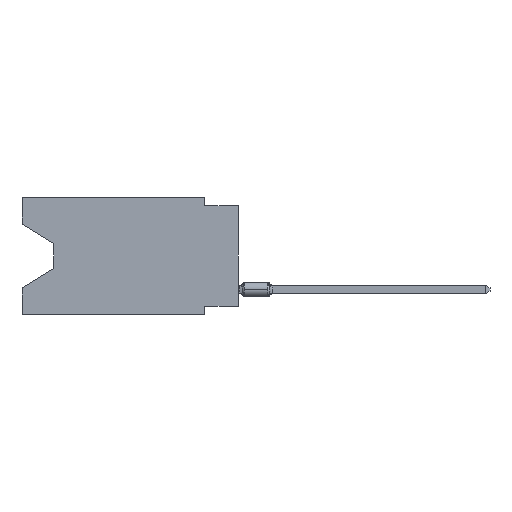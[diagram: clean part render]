
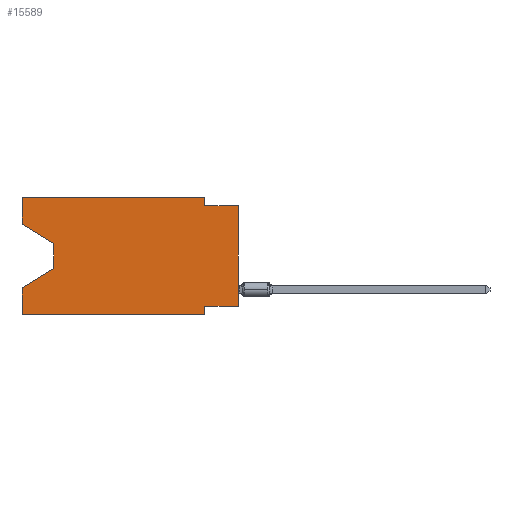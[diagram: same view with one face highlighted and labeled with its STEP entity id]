
A CAD part, left-side view. The second image highlights one B-rep face of the part: STEP entity #15589.
In plain terms, the highlighted planar face has unit normal (-1, 0, 0).
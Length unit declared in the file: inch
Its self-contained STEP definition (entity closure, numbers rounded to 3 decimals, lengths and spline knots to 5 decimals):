
#81 = VERTEX_POINT ( 'NONE', #2834 ) ;
#138 = DIRECTION ( 'NONE',  ( 0., 0., -1. ) ) ;
#270 = EDGE_CURVE ( 'NONE', #10558, #10246, #4516, .T. ) ;
#354 = VECTOR ( 'NONE', #485, 39.37008 ) ;
#387 = CARTESIAN_POINT ( 'NONE',  ( 0., 0.55, -0.212 ) ) ;
#485 = DIRECTION ( 'NONE',  ( 0., -1., 0. ) ) ;
#643 = ORIENTED_EDGE ( 'NONE', *, *, #5695, .F. ) ;
#663 = VECTOR ( 'NONE', #11560, 39.37008 ) ;
#676 = DIRECTION ( 'NONE',  ( 0., -1., 0. ) ) ;
#999 = LINE ( 'NONE', #15000, #8704 ) ;
#1108 = VECTOR ( 'NONE', #15351, 39.37008 ) ;
#1538 = EDGE_LOOP ( 'NONE', ( #4789, #4488, #3021, #12668, #4081, #5332, #16420, #15002, #643, #4115, #6558, #13986 ) ) ;
#1608 = CARTESIAN_POINT ( 'NONE',  ( 0., 0.1, -0.325 ) ) ;
#1771 = VECTOR ( 'NONE', #9270, 39.37008 ) ;
#1802 = EDGE_CURVE ( 'NONE', #12638, #6387, #15565, .T. ) ;
#2443 = DIRECTION ( 'NONE',  ( 1., 0., 0. ) ) ;
#2444 = VECTOR ( 'NONE', #138, 39.37008 ) ;
#2606 = LINE ( 'NONE', #11663, #7205 ) ;
#2675 = CARTESIAN_POINT ( 'NONE',  ( 0., 0.645, -0.08025 ) ) ;
#2698 = VERTEX_POINT ( 'NONE', #1608 ) ;
#2743 = DIRECTION ( 'NONE',  ( 0., 0., 1. ) ) ;
#2791 = VECTOR ( 'NONE', #8291, 39.37008 ) ;
#2809 = CARTESIAN_POINT ( 'NONE',  ( 0., 0.55, -0.138 ) ) ;
#2834 = CARTESIAN_POINT ( 'NONE',  ( 0., 0., -0.325 ) ) ;
#3015 = EDGE_CURVE ( 'NONE', #81, #16232, #10216, .T. ) ;
#3021 = ORIENTED_EDGE ( 'NONE', *, *, #4734, .T. ) ;
#3159 = VECTOR ( 'NONE', #8193, 39.37008 ) ;
#4027 = CARTESIAN_POINT ( 'NONE',  ( 0., 0.645, -0.26975 ) ) ;
#4081 = ORIENTED_EDGE ( 'NONE', *, *, #270, .T. ) ;
#4115 = ORIENTED_EDGE ( 'NONE', *, *, #16449, .F. ) ;
#4267 = LINE ( 'NONE', #10707, #14649 ) ;
#4401 = CARTESIAN_POINT ( 'NONE',  ( 0., 0.55, -0.212 ) ) ;
#4488 = ORIENTED_EDGE ( 'NONE', *, *, #1802, .T. ) ;
#4512 = VERTEX_POINT ( 'NONE', #8607 ) ;
#4516 = LINE ( 'NONE', #14733, #2791 ) ;
#4709 = CARTESIAN_POINT ( 'NONE',  ( 0., 0.1, -0.025 ) ) ;
#4734 = EDGE_CURVE ( 'NONE', #6387, #11112, #8108, .T. ) ;
#4789 = ORIENTED_EDGE ( 'NONE', *, *, #5842, .T. ) ;
#5332 = ORIENTED_EDGE ( 'NONE', *, *, #14998, .F. ) ;
#5460 = CARTESIAN_POINT ( 'NONE',  ( 0., 0., 0. ) ) ;
#5690 = VERTEX_POINT ( 'NONE', #12237 ) ;
#5695 = EDGE_CURVE ( 'NONE', #7614, #16232, #999, .T. ) ;
#5842 = EDGE_CURVE ( 'NONE', #4512, #12638, #12822, .T. ) ;
#5850 = LINE ( 'NONE', #6863, #354 ) ;
#6387 = VERTEX_POINT ( 'NONE', #4401 ) ;
#6491 = AXIS2_PLACEMENT_3D ( 'NONE', #10074, #2443, #7569 ) ;
#6558 = ORIENTED_EDGE ( 'NONE', *, *, #16589, .F. ) ;
#6863 = CARTESIAN_POINT ( 'NONE',  ( 0., 0.645, 0. ) ) ;
#7076 = CARTESIAN_POINT ( 'NONE',  ( 0., 0., -0.325 ) ) ;
#7155 = DIRECTION ( 'NONE',  ( 0., 1., 0. ) ) ;
#7205 = VECTOR ( 'NONE', #10239, 39.37008 ) ;
#7569 = DIRECTION ( 'NONE',  ( 0., 0., -1. ) ) ;
#7614 = VERTEX_POINT ( 'NONE', #4709 ) ;
#7772 = LINE ( 'NONE', #8947, #2444 ) ;
#7812 = EDGE_CURVE ( 'NONE', #4512, #16417, #4267, .T. ) ;
#8108 = LINE ( 'NONE', #387, #3159 ) ;
#8193 = DIRECTION ( 'NONE',  ( 0., 0.855, -0.519 ) ) ;
#8291 = DIRECTION ( 'NONE',  ( 0., -1., 0. ) ) ;
#8330 = LINE ( 'NONE', #7076, #11716 ) ;
#8607 = CARTESIAN_POINT ( 'NONE',  ( 0., 0.645, -0.08025 ) ) ;
#8650 = CARTESIAN_POINT ( 'NONE',  ( 0., 0.645, -0.35 ) ) ;
#8704 = VECTOR ( 'NONE', #676, 39.37008 ) ;
#8947 = CARTESIAN_POINT ( 'NONE',  ( 0., 0.1, 0. ) ) ;
#8965 = LINE ( 'NONE', #10479, #1108 ) ;
#9022 = CARTESIAN_POINT ( 'NONE',  ( 0., 0.55, -0.138 ) ) ;
#9270 = DIRECTION ( 'NONE',  ( 0., 0., -1. ) ) ;
#9772 = VECTOR ( 'NONE', #15508, 39.37008 ) ;
#9990 = FACE_OUTER_BOUND ( 'NONE', #1538, .T. ) ;
#10074 = CARTESIAN_POINT ( 'NONE',  ( 0., 0.645, 0. ) ) ;
#10216 = LINE ( 'NONE', #5460, #9772 ) ;
#10239 = DIRECTION ( 'NONE',  ( 0., 0., 1. ) ) ;
#10246 = VERTEX_POINT ( 'NONE', #13191 ) ;
#10451 = EDGE_CURVE ( 'NONE', #81, #2698, #8330, .T. ) ;
#10479 = CARTESIAN_POINT ( 'NONE',  ( 0., 0.1, -0.35 ) ) ;
#10558 = VERTEX_POINT ( 'NONE', #8650 ) ;
#10707 = CARTESIAN_POINT ( 'NONE',  ( 0., 0.645, 0. ) ) ;
#11112 = VERTEX_POINT ( 'NONE', #4027 ) ;
#11542 = CARTESIAN_POINT ( 'NONE',  ( 0., 0.645, 0. ) ) ;
#11560 = DIRECTION ( 'NONE',  ( 0., -0.855, -0.519 ) ) ;
#11663 = CARTESIAN_POINT ( 'NONE',  ( 0., 0.645, 0. ) ) ;
#11716 = VECTOR ( 'NONE', #7155, 39.37008 ) ;
#11941 = EDGE_CURVE ( 'NONE', #10558, #11112, #2606, .T. ) ;
#12237 = CARTESIAN_POINT ( 'NONE',  ( 0., 0.1, 0. ) ) ;
#12638 = VERTEX_POINT ( 'NONE', #9022 ) ;
#12668 = ORIENTED_EDGE ( 'NONE', *, *, #11941, .F. ) ;
#12822 = LINE ( 'NONE', #2675, #663 ) ;
#13191 = CARTESIAN_POINT ( 'NONE',  ( 0., 0.1, -0.35 ) ) ;
#13986 = ORIENTED_EDGE ( 'NONE', *, *, #7812, .F. ) ;
#14649 = VECTOR ( 'NONE', #2743, 39.37008 ) ;
#14733 = CARTESIAN_POINT ( 'NONE',  ( 0., 0.645, -0.35 ) ) ;
#14998 = EDGE_CURVE ( 'NONE', #2698, #10246, #8965, .T. ) ;
#15000 = CARTESIAN_POINT ( 'NONE',  ( 0., 0., -0.025 ) ) ;
#15002 = ORIENTED_EDGE ( 'NONE', *, *, #3015, .T. ) ;
#15351 = DIRECTION ( 'NONE',  ( 0., 0., -1. ) ) ;
#15508 = DIRECTION ( 'NONE',  ( 0., 0., 1. ) ) ;
#15565 = LINE ( 'NONE', #2809, #1771 ) ;
#15589 = ADVANCED_FACE ( 'NONE', ( #9990 ), #16371, .F. ) ;
#16162 = CARTESIAN_POINT ( 'NONE',  ( 0., 0., -0.025 ) ) ;
#16232 = VERTEX_POINT ( 'NONE', #16162 ) ;
#16371 = PLANE ( 'NONE',  #6491 ) ;
#16417 = VERTEX_POINT ( 'NONE', #11542 ) ;
#16420 = ORIENTED_EDGE ( 'NONE', *, *, #10451, .F. ) ;
#16449 = EDGE_CURVE ( 'NONE', #5690, #7614, #7772, .T. ) ;
#16589 = EDGE_CURVE ( 'NONE', #16417, #5690, #5850, .T. ) ;
